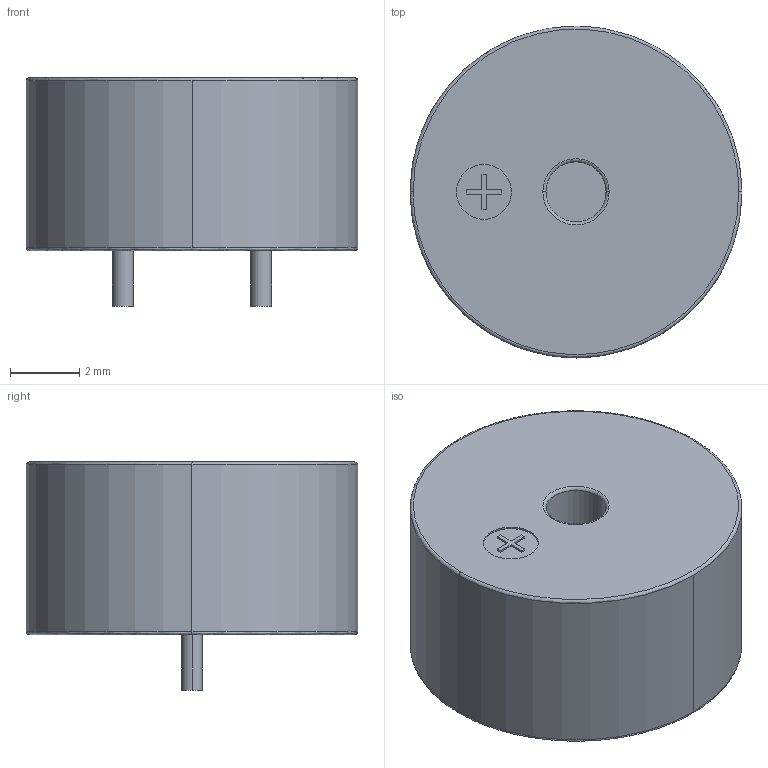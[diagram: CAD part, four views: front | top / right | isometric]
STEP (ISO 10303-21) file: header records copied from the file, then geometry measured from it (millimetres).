
FILE_DESCRIPTION (( 'STEP AP214' ), '1' );
FILE_NAME ('Multicomp-ABI-050-RC.STEP', '2021-06-14T06:37:56', ( '' ), ( '' ), 'SwSTEP 2.0', 'SolidWorks 2019', '' );
FILE_SCHEMA (( 'AUTOMOTIVE_DESIGN' ));
Length unit declared in the file: millimetre
Products named in the file (1): Multicomp-ABI-050-RC
Bounding box: 9.59 x 9.59 x 6.6 mm (x, y, z)
Volume: 358 mm3; surface area: 309.6 mm2
Topology: 3 solids, 3 shells, 39 faces, 84 edges, 54 vertices
Faces by surface type: plane 21, cylinder 12, bspline 6
Entity records: 1390 total; most frequent: CARTESIAN_POINT 388, ORIENTED_EDGE 168, DIRECTION 164, EDGE_CURVE 84, AXIS2_PLACEMENT_3D 58, VERTEX_POINT 54, VECTOR 48, LINE 48
